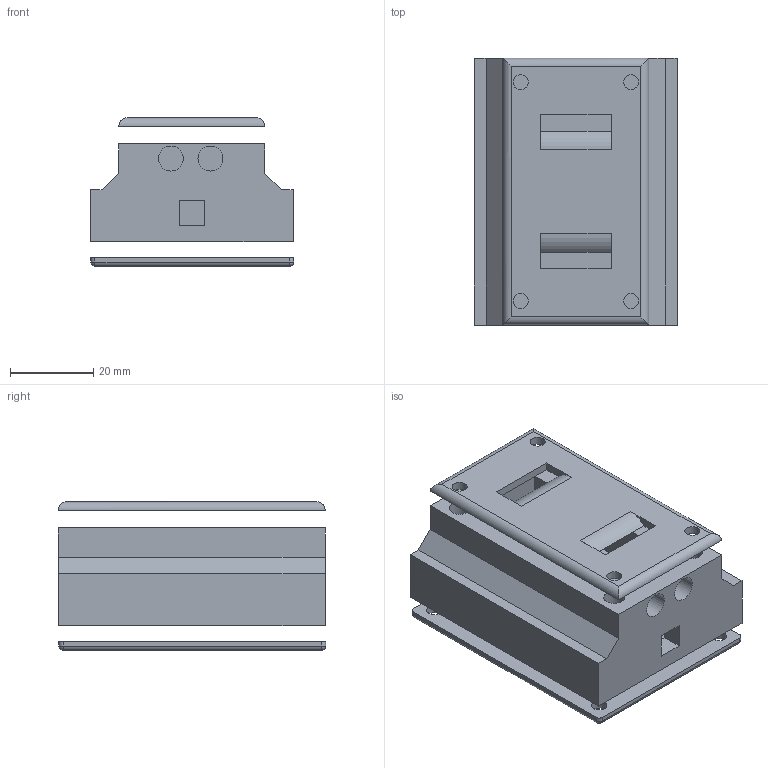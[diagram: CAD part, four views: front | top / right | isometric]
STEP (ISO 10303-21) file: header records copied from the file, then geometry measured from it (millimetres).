
FILE_DESCRIPTION(/* description */ ('','CAx-IF Rec.Pracs.---Representation and Presentation of Product Manufacturing Information (PMI)---4.0---2014-10-13'),/* implementation_level */ '2;1');
FILE_NAME(/* name */ 'ESP32_Batt_Enclosure v11.step',/* time_stamp */ '2025-01-30T13:06:56-07:00',/* author */ (''),/* organization */ (''),/* preprocessor_version */ 'ST-DEVELOPER v20',/* originating_system */ 'Autodesk Translation Framework v13.20.0.188',/* authorisation */ '');
FILE_SCHEMA (('AP242_MANAGED_MODEL_BASED_3D_ENGINEERING_MIM_LF { 1 0 10303 442 1 1 4 }'));
Length unit declared in the file: millimetre
Products named in the file (3): ESP32_Batt_Enclosure; BatterySideLID_V2; ESP32SideLID_v2
Assembly tree (2 placements, depth 2):
  ESP32_Batt_Enclosure
    BatterySideLID_V2
    ESP32SideLID_v2
Bounding box: 48.76 x 64.12 x 35.61 mm (x, y, z)
Volume: 41964 mm3; surface area: 26568.9 mm2
Topology: 3 solids, 3 shells, 98 faces, 232 edges, 148 vertices
Faces by surface type: plane 58, cylinder 34, sphere 4, torus 2
Full cylindrical faces by diameter (mm): 3.6 x8, 5 x8, 6 x2
Entity records: 2952 total; most frequent: DIRECTION 508, CARTESIAN_POINT 483, ORIENTED_EDGE 464, EDGE_CURVE 232, AXIS2_PLACEMENT_3D 173, LINE 162, VECTOR 162, VERTEX_POINT 148
